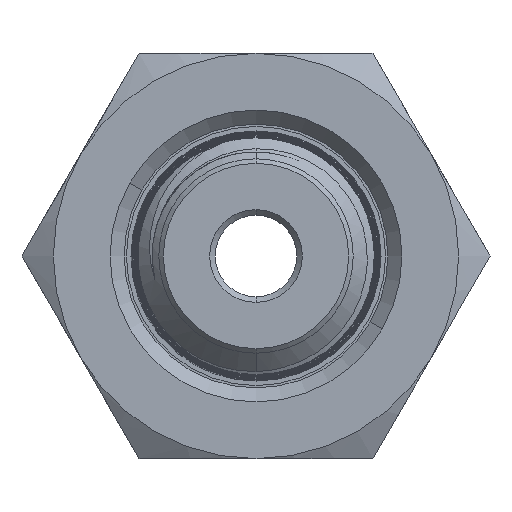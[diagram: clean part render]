
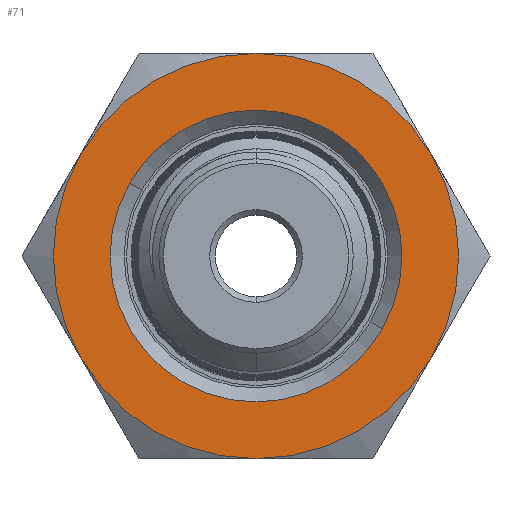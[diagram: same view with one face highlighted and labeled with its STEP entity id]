
A CAD part, left-side view. The second image highlights one B-rep face of the part: STEP entity #71.
In plain terms, the highlighted planar face has unit normal (-1, 0, 0).
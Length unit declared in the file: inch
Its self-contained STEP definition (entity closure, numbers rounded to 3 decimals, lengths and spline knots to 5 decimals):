
#22 = CIRCLE ( 'NONE', #6256, 0.315 ) ;
#71 = ADVANCED_FACE ( 'NONE', ( #3390, #7096 ), #2021, .T. ) ;
#481 = AXIS2_PLACEMENT_3D ( 'NONE', #2676, #2725, #3725 ) ;
#736 = EDGE_CURVE ( 'NONE', #1435, #11417, #5067, .T. ) ;
#856 = ORIENTED_EDGE ( 'NONE', *, *, #6042, .F. ) ;
#1045 = CARTESIAN_POINT ( 'NONE',  ( -1.1325, 0.4375, 0. ) ) ;
#1160 = CARTESIAN_POINT ( 'NONE',  ( -1.1325, 0., 0. ) ) ;
#1226 = DIRECTION ( 'NONE',  ( 0., 0., -1. ) ) ;
#1387 = VERTEX_POINT ( 'NONE', #9279 ) ;
#1435 = VERTEX_POINT ( 'NONE', #10505 ) ;
#1612 = DIRECTION ( 'NONE',  ( 1., 0., 0. ) ) ;
#1881 = DIRECTION ( 'NONE',  ( 0., 0., 1. ) ) ;
#1884 = DIRECTION ( 'NONE',  ( 0., 0., -1. ) ) ;
#2021 = PLANE ( 'NONE',  #3998 ) ;
#2039 = CARTESIAN_POINT ( 'NONE',  ( -1.1325, 0., -0.315 ) ) ;
#2216 = CARTESIAN_POINT ( 'NONE',  ( -1.1325, 0.37889, 0.21875 ) ) ;
#2348 = AXIS2_PLACEMENT_3D ( 'NONE', #13898, #5089, #3021 ) ;
#2373 = AXIS2_PLACEMENT_3D ( 'NONE', #13888, #9373, #1884 ) ;
#2408 = EDGE_CURVE ( 'NONE', #9034, #1435, #12666, .T. ) ;
#2413 = ORIENTED_EDGE ( 'NONE', *, *, #13198, .F. ) ;
#2676 = CARTESIAN_POINT ( 'NONE',  ( -1.1325, 0., 0. ) ) ;
#2718 = EDGE_CURVE ( 'NONE', #11417, #7871, #9787, .T. ) ;
#2725 = DIRECTION ( 'NONE',  ( 1., 0., 0. ) ) ;
#2809 = EDGE_CURVE ( 'NONE', #1387, #4412, #22, .T. ) ;
#3021 = DIRECTION ( 'NONE',  ( 0., 0., -1. ) ) ;
#3264 = ORIENTED_EDGE ( 'NONE', *, *, #2718, .F. ) ;
#3305 = EDGE_LOOP ( 'NONE', ( #11907, #13811 ) ) ;
#3390 = FACE_BOUND ( 'NONE', #3305, .T. ) ;
#3422 = CARTESIAN_POINT ( 'NONE',  ( -1.1325, 0., 0. ) ) ;
#3725 = DIRECTION ( 'NONE',  ( 0., 0., -1. ) ) ;
#3832 = ORIENTED_EDGE ( 'NONE', *, *, #2408, .F. ) ;
#3998 = AXIS2_PLACEMENT_3D ( 'NONE', #1045, #8533, #1881 ) ;
#4276 = EDGE_LOOP ( 'NONE', ( #5935, #3832, #2413, #856, #8245, #3264 ) ) ;
#4326 = DIRECTION ( 'NONE',  ( 1., 0., 0. ) ) ;
#4412 = VERTEX_POINT ( 'NONE', #2039 ) ;
#4684 = CIRCLE ( 'NONE', #11618, 0.315 ) ;
#4744 = DIRECTION ( 'NONE',  ( 1., 0., 0. ) ) ;
#4797 = AXIS2_PLACEMENT_3D ( 'NONE', #1160, #5339, #12956 ) ;
#5067 = CIRCLE ( 'NONE', #2373, 0.4375 ) ;
#5084 = DIRECTION ( 'NONE',  ( 0., 0., -1. ) ) ;
#5089 = DIRECTION ( 'NONE',  ( 1., 0., 0. ) ) ;
#5339 = DIRECTION ( 'NONE',  ( 1., 0., 0. ) ) ;
#5524 = CIRCLE ( 'NONE', #13568, 0.4375 ) ;
#5935 = ORIENTED_EDGE ( 'NONE', *, *, #736, .F. ) ;
#5977 = DIRECTION ( 'NONE',  ( 1., 0., 0. ) ) ;
#6042 = EDGE_CURVE ( 'NONE', #6703, #8303, #13684, .T. ) ;
#6256 = AXIS2_PLACEMENT_3D ( 'NONE', #11556, #5977, #5084 ) ;
#6546 = CARTESIAN_POINT ( 'NONE',  ( -1.1325, 0.37889, -0.21875 ) ) ;
#6703 = VERTEX_POINT ( 'NONE', #11181 ) ;
#7096 = FACE_OUTER_BOUND ( 'NONE', #4276, .T. ) ;
#7290 = EDGE_CURVE ( 'NONE', #4412, #1387, #4684, .T. ) ;
#7871 = VERTEX_POINT ( 'NONE', #2216 ) ;
#8055 = CARTESIAN_POINT ( 'NONE',  ( -1.1325, 0., 0. ) ) ;
#8245 = ORIENTED_EDGE ( 'NONE', *, *, #8909, .F. ) ;
#8303 = VERTEX_POINT ( 'NONE', #13167 ) ;
#8533 = DIRECTION ( 'NONE',  ( -1., 0., 0. ) ) ;
#8909 = EDGE_CURVE ( 'NONE', #7871, #6703, #5524, .T. ) ;
#9034 = VERTEX_POINT ( 'NONE', #11404 ) ;
#9279 = CARTESIAN_POINT ( 'NONE',  ( -1.1325, 0., 0.315 ) ) ;
#9373 = DIRECTION ( 'NONE',  ( 1., 0., 0. ) ) ;
#9427 = DIRECTION ( 'NONE',  ( 0., 0., -1. ) ) ;
#9787 = CIRCLE ( 'NONE', #481, 0.4375 ) ;
#10505 = CARTESIAN_POINT ( 'NONE',  ( -1.1325, 0., -0.4375 ) ) ;
#11171 = CARTESIAN_POINT ( 'NONE',  ( -1.1325, 0., 0. ) ) ;
#11181 = CARTESIAN_POINT ( 'NONE',  ( -1.1325, 0., 0.4375 ) ) ;
#11235 = AXIS2_PLACEMENT_3D ( 'NONE', #3422, #4326, #1226 ) ;
#11404 = CARTESIAN_POINT ( 'NONE',  ( -1.1325, -0.37889, -0.21875 ) ) ;
#11417 = VERTEX_POINT ( 'NONE', #6546 ) ;
#11556 = CARTESIAN_POINT ( 'NONE',  ( -1.1325, 0., 0. ) ) ;
#11618 = AXIS2_PLACEMENT_3D ( 'NONE', #11171, #4744, #13414 ) ;
#11907 = ORIENTED_EDGE ( 'NONE', *, *, #2809, .T. ) ;
#12249 = CIRCLE ( 'NONE', #2348, 0.4375 ) ;
#12666 = CIRCLE ( 'NONE', #4797, 0.4375 ) ;
#12956 = DIRECTION ( 'NONE',  ( 0., 0., -1. ) ) ;
#13167 = CARTESIAN_POINT ( 'NONE',  ( -1.1325, -0.37889, 0.21875 ) ) ;
#13198 = EDGE_CURVE ( 'NONE', #8303, #9034, #12249, .T. ) ;
#13414 = DIRECTION ( 'NONE',  ( 0., 0., -1. ) ) ;
#13568 = AXIS2_PLACEMENT_3D ( 'NONE', #8055, #1612, #9427 ) ;
#13684 = CIRCLE ( 'NONE', #11235, 0.4375 ) ;
#13811 = ORIENTED_EDGE ( 'NONE', *, *, #7290, .T. ) ;
#13888 = CARTESIAN_POINT ( 'NONE',  ( -1.1325, 0., 0. ) ) ;
#13898 = CARTESIAN_POINT ( 'NONE',  ( -1.1325, 0., 0. ) ) ;
